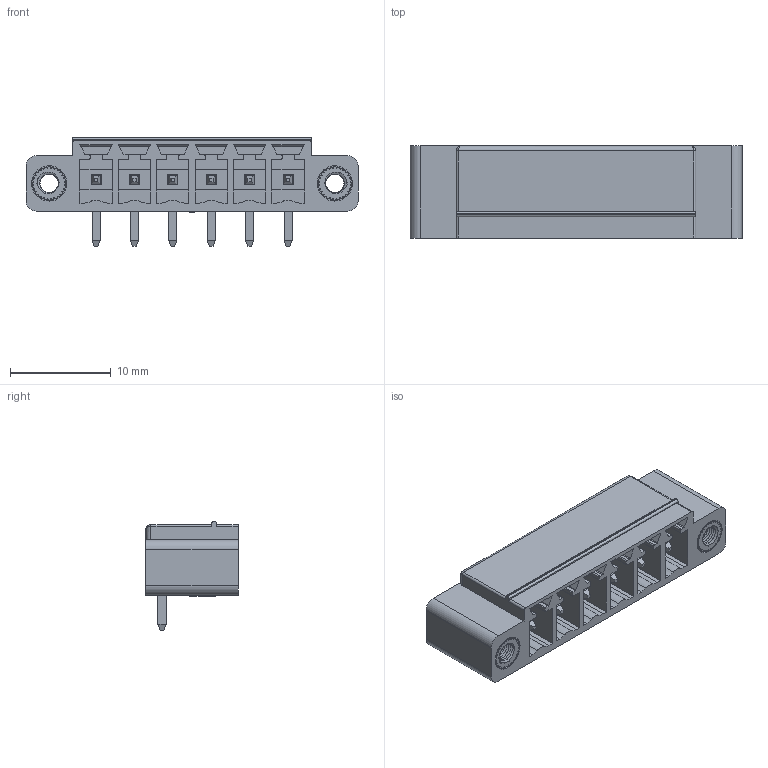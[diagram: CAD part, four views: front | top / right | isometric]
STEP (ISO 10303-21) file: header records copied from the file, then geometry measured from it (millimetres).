
FILE_DESCRIPTION(('FreeCAD Model'),'2;1');
FILE_NAME('Open CASCADE Shape Model','2023-12-06T11:49:17',(''),(''), 'Open CASCADE STEP processor 7.6','FreeCAD','Unknown');
FILE_SCHEMA(('AUTOMOTIVE_DESIGN { 1 0 10303 214 1 1 1 1 }'));
Length unit declared in the file: millimetre
Products named in the file (11): CONN-TH_6P-P3.81_WJ15EDGRM-3.81-06P-14-00A; COMPOUND034; COMPOUND025; COMPOUND026; COMPOUND027; COMPOUND028; COMPOUND029; COMPOUND030; COMPOUND031; COMPOUND032; COMPOUND033
Assembly tree (10 placements, depth 3):
  CONN-TH_6P-P3.81_WJ15EDGRM-3.81-06P-14-00A
    COMPOUND034
      COMPOUND025
      COMPOUND026
      COMPOUND027
      COMPOUND028
      COMPOUND029
      COMPOUND030
      COMPOUND031
      COMPOUND032
      COMPOUND033
Bounding box: 32.94 x 9.15 x 10.8 mm (x, y, z)
Volume: 1181.4 mm3; surface area: 3064 mm2
Topology: 9 solids, 9 shells, 891 faces, 2564 edges, 1718 vertices
Faces by surface type: plane 496, cylinder 333, bspline 50, torus 12
Entity records: 38775 total; most frequent: CARTESIAN_POINT 11393, ORIENTED_EDGE 5128, DIRECTION 4692, EDGE_CURVE 2564, VERTEX_POINT 1718, LINE 1628, VECTOR 1628, AXIS2_PLACEMENT_3D 1532
